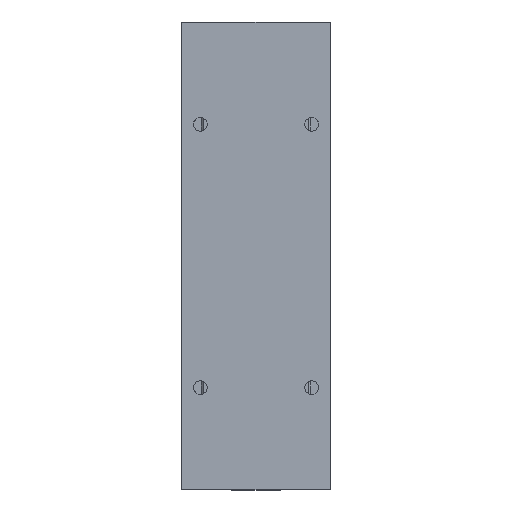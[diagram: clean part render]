
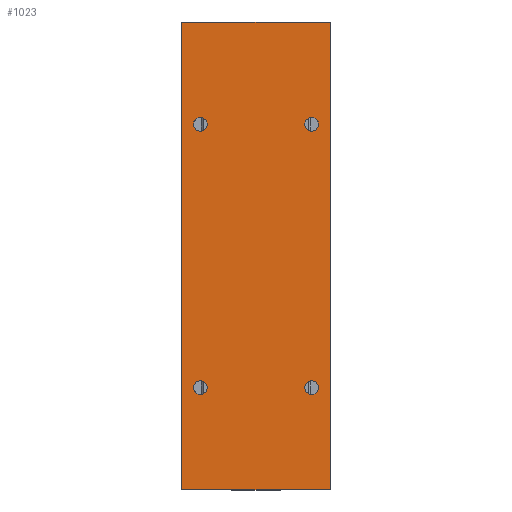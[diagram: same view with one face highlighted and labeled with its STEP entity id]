
A CAD part, top view. The second image highlights one B-rep face of the part: STEP entity #1023.
In plain terms, the highlighted planar face has unit normal (0, 0, 1).
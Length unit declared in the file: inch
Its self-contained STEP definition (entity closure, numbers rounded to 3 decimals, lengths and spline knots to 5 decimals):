
#285=CARTESIAN_POINT('',(-0.32705,-0.886,0.18125));
#286=VERTEX_POINT('',#285);
#311=CARTESIAN_POINT('',(-0.42095,-0.886,0.18125));
#312=VERTEX_POINT('',#311);
#319=CARTESIAN_POINT('',(-0.374,-0.886,0.18125));
#320=DIRECTION('',(0.0,0.0,-1.0));
#321=DIRECTION('',(1.0,0.0,0.0));
#322=AXIS2_PLACEMENT_3D('',#319,#320,#321);
#323=CIRCLE('',#322,0.04695);
#324=EDGE_CURVE('',#286,#312,#323,.T.);
#357=CARTESIAN_POINT('',(0.42095,0.886,0.18125));
#358=VERTEX_POINT('',#357);
#383=CARTESIAN_POINT('',(0.32705,0.886,0.18125));
#384=VERTEX_POINT('',#383);
#391=CARTESIAN_POINT('',(0.374,0.886,0.18125));
#392=DIRECTION('',(0.0,0.0,-1.0));
#393=DIRECTION('',(1.0,0.0,0.0));
#394=AXIS2_PLACEMENT_3D('',#391,#392,#393);
#395=CIRCLE('',#394,0.04695);
#396=EDGE_CURVE('',#358,#384,#395,.T.);
#429=CARTESIAN_POINT('',(0.42095,-0.886,0.18125));
#430=VERTEX_POINT('',#429);
#455=CARTESIAN_POINT('',(0.32705,-0.886,0.18125));
#456=VERTEX_POINT('',#455);
#463=CARTESIAN_POINT('',(0.374,-0.886,0.18125));
#464=DIRECTION('',(0.0,0.0,-1.0));
#465=DIRECTION('',(1.0,0.0,0.0));
#466=AXIS2_PLACEMENT_3D('',#463,#464,#465);
#467=CIRCLE('',#466,0.04695);
#468=EDGE_CURVE('',#430,#456,#467,.T.);
#501=CARTESIAN_POINT('',(-0.32705,0.886,0.18125));
#502=VERTEX_POINT('',#501);
#527=CARTESIAN_POINT('',(-0.42095,0.886,0.18125));
#528=VERTEX_POINT('',#527);
#535=CARTESIAN_POINT('',(-0.374,0.886,0.18125));
#536=DIRECTION('',(0.0,0.0,-1.0));
#537=DIRECTION('',(1.0,0.0,0.0));
#538=AXIS2_PLACEMENT_3D('',#535,#536,#537);
#539=CIRCLE('',#538,0.04695);
#540=EDGE_CURVE('',#502,#528,#539,.T.);
#596=CARTESIAN_POINT('',(-0.374,0.886,0.18125));
#597=DIRECTION('',(0.0,0.0,-1.0));
#598=DIRECTION('',(1.0,0.0,0.0));
#599=AXIS2_PLACEMENT_3D('',#596,#597,#598);
#600=CIRCLE('',#599,0.04695);
#601=EDGE_CURVE('',#528,#502,#600,.T.);
#666=CARTESIAN_POINT('',(0.374,-0.886,0.18125));
#667=DIRECTION('',(0.0,0.0,-1.0));
#668=DIRECTION('',(1.0,0.0,0.0));
#669=AXIS2_PLACEMENT_3D('',#666,#667,#668);
#670=CIRCLE('',#669,0.04695);
#671=EDGE_CURVE('',#456,#430,#670,.T.);
#736=CARTESIAN_POINT('',(0.374,0.886,0.18125));
#737=DIRECTION('',(0.0,0.0,-1.0));
#738=DIRECTION('',(1.0,0.0,0.0));
#739=AXIS2_PLACEMENT_3D('',#736,#737,#738);
#740=CIRCLE('',#739,0.04695);
#741=EDGE_CURVE('',#384,#358,#740,.T.);
#924=CARTESIAN_POINT('',(-0.374,-0.886,0.18125));
#925=DIRECTION('',(0.0,0.0,-1.0));
#926=DIRECTION('',(1.0,0.0,0.0));
#927=AXIS2_PLACEMENT_3D('',#924,#925,#926);
#928=CIRCLE('',#927,0.04695);
#929=EDGE_CURVE('',#312,#286,#928,.T.);
#944=CARTESIAN_POINT('',(0.5,1.575,0.18125));
#945=VERTEX_POINT('',#944);
#952=CARTESIAN_POINT('',(0.5,-1.575,0.18125));
#953=VERTEX_POINT('',#952);
#954=CARTESIAN_POINT('',(0.5,-1.575,0.18125));
#955=DIRECTION('',(0.0,1.0,0.0));
#956=VECTOR('',#955,3.15);
#957=LINE('',#954,#956);
#958=EDGE_CURVE('',#953,#945,#957,.T.);
#977=CARTESIAN_POINT('',(0.5,-1.575,0.18125));
#978=DIRECTION('',(0.0,0.0,1.0));
#979=DIRECTION('',(1.0,0.0,0.0));
#980=AXIS2_PLACEMENT_3D('',#977,#978,#979);
#981=PLANE('',#980);
#982=CARTESIAN_POINT('',(-0.5,1.575,0.18125));
#983=VERTEX_POINT('',#982);
#984=CARTESIAN_POINT('',(0.5,1.575,0.18125));
#985=DIRECTION('',(-1.0,0.0,0.0));
#986=VECTOR('',#985,1.0);
#987=LINE('',#984,#986);
#988=EDGE_CURVE('',#945,#983,#987,.T.);
#989=ORIENTED_EDGE('',*,*,#988,.T.);
#990=CARTESIAN_POINT('',(-0.5,-1.575,0.18125));
#991=VERTEX_POINT('',#990);
#992=CARTESIAN_POINT('',(-0.5,-1.575,0.18125));
#993=DIRECTION('',(0.0,1.0,0.0));
#994=VECTOR('',#993,3.15);
#995=LINE('',#992,#994);
#996=EDGE_CURVE('',#991,#983,#995,.T.);
#997=ORIENTED_EDGE('',*,*,#996,.F.);
#998=CARTESIAN_POINT('',(-0.5,-1.575,0.18125));
#999=DIRECTION('',(1.0,0.0,0.0));
#1000=VECTOR('',#999,1.0);
#1001=LINE('',#998,#1000);
#1002=EDGE_CURVE('',#991,#953,#1001,.T.);
#1003=ORIENTED_EDGE('',*,*,#1002,.T.);
#1004=ORIENTED_EDGE('',*,*,#958,.T.);
#1005=EDGE_LOOP('',(#989,#997,#1003,#1004));
#1006=FACE_OUTER_BOUND('',#1005,.T.);
#1007=ORIENTED_EDGE('',*,*,#540,.T.);
#1008=ORIENTED_EDGE('',*,*,#601,.T.);
#1009=EDGE_LOOP('',(#1007,#1008));
#1010=FACE_BOUND('',#1009,.T.);
#1011=ORIENTED_EDGE('',*,*,#468,.T.);
#1012=ORIENTED_EDGE('',*,*,#671,.T.);
#1013=EDGE_LOOP('',(#1011,#1012));
#1014=FACE_BOUND('',#1013,.T.);
#1015=ORIENTED_EDGE('',*,*,#396,.T.);
#1016=ORIENTED_EDGE('',*,*,#741,.T.);
#1017=EDGE_LOOP('',(#1015,#1016));
#1018=FACE_BOUND('',#1017,.T.);
#1019=ORIENTED_EDGE('',*,*,#324,.T.);
#1020=ORIENTED_EDGE('',*,*,#929,.T.);
#1021=EDGE_LOOP('',(#1019,#1020));
#1022=FACE_BOUND('',#1021,.T.);
#1023=ADVANCED_FACE('',(#1006,#1010,#1014,#1018,#1022),#981,.T.);
